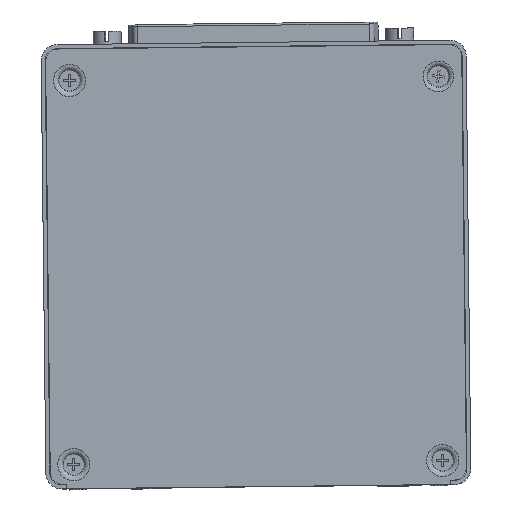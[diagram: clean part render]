
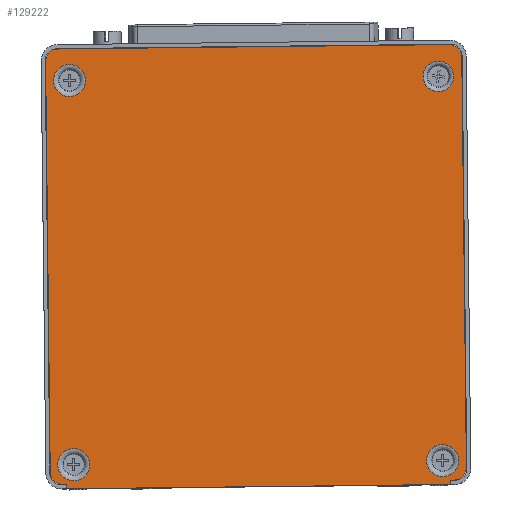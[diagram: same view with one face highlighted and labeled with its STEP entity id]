
A CAD part, top view. The second image highlights one B-rep face of the part: STEP entity #129222.
In plain terms, the highlighted planar face has unit normal (0, 0, 1).
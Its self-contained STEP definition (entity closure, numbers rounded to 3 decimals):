
#2302=FACE_BOUND('',#18405,.T.);
#2303=FACE_BOUND('',#18406,.T.);
#2304=FACE_BOUND('',#18407,.T.);
#2305=FACE_BOUND('',#18408,.T.);
#9891=FACE_OUTER_BOUND('',#18404,.T.);
#18404=EDGE_LOOP('',(#110210,#110211,#110212,#110213,#110214,#110215,#110216,
#110217,#110218,#110219,#110220,#110221));
#18405=EDGE_LOOP('',(#110222));
#18406=EDGE_LOOP('',(#110223));
#18407=EDGE_LOOP('',(#110224,#110225));
#18408=EDGE_LOOP('',(#110226));
#32302=LINE('',#206288,#46417);
#32315=LINE('',#206324,#46430);
#32319=LINE('',#206336,#46434);
#32322=LINE('',#206348,#46437);
#32325=LINE('',#206353,#46440);
#32327=LINE('',#206357,#46442);
#32331=LINE('',#206364,#46446);
#32333=LINE('',#206367,#46448);
#46417=VECTOR('',#169944,9.78);
#46430=VECTOR('',#169975,10.26);
#46434=VECTOR('',#169987,0.1);
#46437=VECTOR('',#169998,0.1);
#46440=VECTOR('',#170003,10.26);
#46442=VECTOR('',#170007,0.11);
#46446=VECTOR('',#170013,9.58);
#46448=VECTOR('',#170017,0.11);
#49481=CIRCLE('',#138299,0.4);
#49484=CIRCLE('',#138306,0.4);
#49488=CIRCLE('',#138314,0.4);
#49489=CIRCLE('',#138315,0.4);
#49493=CIRCLE('',#138323,0.381);
#49494=CIRCLE('',#138325,0.3);
#49500=CIRCLE('',#138334,0.3);
#49502=CIRCLE('',#138338,0.3);
#49504=CIRCLE('',#138342,0.3);
#60280=VERTEX_POINT('',#206236);
#60283=VERTEX_POINT('',#206246);
#60287=VERTEX_POINT('',#206258);
#60288=VERTEX_POINT('',#206259);
#60292=VERTEX_POINT('',#206272);
#60293=VERTEX_POINT('',#206275);
#60294=VERTEX_POINT('',#206276);
#60298=VERTEX_POINT('',#206286);
#60309=VERTEX_POINT('',#206314);
#60312=VERTEX_POINT('',#206322);
#60313=VERTEX_POINT('',#206326);
#60316=VERTEX_POINT('',#206334);
#60317=VERTEX_POINT('',#206338);
#60318=VERTEX_POINT('',#206339);
#60321=VERTEX_POINT('',#206347);
#60323=VERTEX_POINT('',#206356);
#60325=VERTEX_POINT('',#206363);
#77002=EDGE_CURVE('',#60280,#60280,#49481,.T.);
#77005=EDGE_CURVE('',#60283,#60283,#49484,.T.);
#77009=EDGE_CURVE('',#60287,#60288,#49488,.T.);
#77010=EDGE_CURVE('',#60288,#60287,#49489,.T.);
#77014=EDGE_CURVE('',#60292,#60292,#49493,.T.);
#77015=EDGE_CURVE('',#60293,#60294,#49494,.T.);
#77021=EDGE_CURVE('',#60298,#60293,#32302,.T.);
#77035=EDGE_CURVE('',#60309,#60298,#49500,.T.);
#77040=EDGE_CURVE('',#60312,#60309,#32315,.T.);
#77041=EDGE_CURVE('',#60313,#60312,#49502,.T.);
#77046=EDGE_CURVE('',#60316,#60313,#32319,.T.);
#77047=EDGE_CURVE('',#60317,#60318,#49504,.T.);
#77051=EDGE_CURVE('',#60318,#60321,#32322,.T.);
#77054=EDGE_CURVE('',#60294,#60317,#32325,.T.);
#77056=EDGE_CURVE('',#60321,#60323,#32327,.T.);
#77060=EDGE_CURVE('',#60323,#60325,#32331,.T.);
#77062=EDGE_CURVE('',#60325,#60316,#32333,.T.);
#110210=ORIENTED_EDGE('',*,*,#77015,.F.);
#110211=ORIENTED_EDGE('',*,*,#77021,.F.);
#110212=ORIENTED_EDGE('',*,*,#77035,.F.);
#110213=ORIENTED_EDGE('',*,*,#77040,.F.);
#110214=ORIENTED_EDGE('',*,*,#77041,.F.);
#110215=ORIENTED_EDGE('',*,*,#77046,.F.);
#110216=ORIENTED_EDGE('',*,*,#77062,.F.);
#110217=ORIENTED_EDGE('',*,*,#77060,.F.);
#110218=ORIENTED_EDGE('',*,*,#77056,.F.);
#110219=ORIENTED_EDGE('',*,*,#77051,.F.);
#110220=ORIENTED_EDGE('',*,*,#77047,.F.);
#110221=ORIENTED_EDGE('',*,*,#77054,.F.);
#110222=ORIENTED_EDGE('',*,*,#77014,.T.);
#110223=ORIENTED_EDGE('',*,*,#77002,.T.);
#110224=ORIENTED_EDGE('',*,*,#77010,.T.);
#110225=ORIENTED_EDGE('',*,*,#77009,.T.);
#110226=ORIENTED_EDGE('',*,*,#77005,.T.);
#116802=PLANE('',#138349);
#129222=ADVANCED_FACE('',(#9891,#2302,#2303,#2304,#2305),#116802,.T.);
#138299=AXIS2_PLACEMENT_3D('',#206237,#169882,#169883);
#138306=AXIS2_PLACEMENT_3D('',#206247,#169896,#169897);
#138314=AXIS2_PLACEMENT_3D('',#206260,#169912,#169913);
#138315=AXIS2_PLACEMENT_3D('',#206261,#169914,#169915);
#138323=AXIS2_PLACEMENT_3D('',#206273,#169930,#169931);
#138325=AXIS2_PLACEMENT_3D('',#206277,#169934,#169935);
#138334=AXIS2_PLACEMENT_3D('',#206315,#169966,#169967);
#138338=AXIS2_PLACEMENT_3D('',#206327,#169978,#169979);
#138342=AXIS2_PLACEMENT_3D('',#206340,#169990,#169991);
#138349=AXIS2_PLACEMENT_3D('',#206371,#170020,#170021);
#169882=DIRECTION('center_axis',(0.,0.,
-1.));
#169883=DIRECTION('ref_axis',(1.,0.011,0.));
#169896=DIRECTION('center_axis',(0.,0.,
-1.));
#169897=DIRECTION('ref_axis',(1.,0.011,0.));
#169912=DIRECTION('center_axis',(0.,0.,
-1.));
#169913=DIRECTION('ref_axis',(1.,0.011,0.));
#169914=DIRECTION('center_axis',(0.,0.,
-1.));
#169915=DIRECTION('ref_axis',(1.,0.011,0.));
#169930=DIRECTION('center_axis',(0.,0.,
-1.));
#169931=DIRECTION('ref_axis',(1.,0.011,0.));
#169934=DIRECTION('center_axis',(0.,0.,
-1.));
#169935=DIRECTION('ref_axis',(0.699,0.715,0.));
#169944=DIRECTION('',(1.,0.011,0.));
#169966=DIRECTION('center_axis',(0.,0.,
-1.));
#169967=DIRECTION('ref_axis',(-0.715,0.699,0.));
#169975=DIRECTION('',(-0.011,1.,0.));
#169978=DIRECTION('center_axis',(0.,0.,
-1.));
#169979=DIRECTION('ref_axis',(-0.699,-0.715,0.));
#169987=DIRECTION('',(-1.,-0.011,0.));
#169990=DIRECTION('center_axis',(0.,0.,
-1.));
#169991=DIRECTION('ref_axis',(0.715,-0.699,0.));
#169998=DIRECTION('',(-1.,-0.011,0.));
#170003=DIRECTION('',(0.011,-1.,0.));
#170007=DIRECTION('',(0.011,-1.,0.));
#170013=DIRECTION('',(-1.,-0.011,0.));
#170017=DIRECTION('',(-0.011,1.,0.));
#170020=DIRECTION('center_axis',(0.,0.,
1.));
#170021=DIRECTION('ref_axis',(1.,0.011,0.));
#206236=CARTESIAN_POINT('',(-6.801,4.42,1.733));
#206237=CARTESIAN_POINT('Origin',(-6.805,4.82,1.733));
#206246=CARTESIAN_POINT('',(-6.693,-5.162,1.733));
#206247=CARTESIAN_POINT('Origin',(-6.698,-4.762,1.733));
#206258=CARTESIAN_POINT('',(2.497,-4.258,1.733));
#206259=CARTESIAN_POINT('',(2.902,-4.654,1.733));
#206260=CARTESIAN_POINT('Origin',(2.502,-4.658,1.733));
#206261=CARTESIAN_POINT('Origin',(2.502,-4.658,1.733));
#206272=CARTESIAN_POINT('',(2.39,5.304,1.733));
#206273=CARTESIAN_POINT('Origin',(2.394,4.924,1.733));
#206275=CARTESIAN_POINT('',(2.675,5.716,1.733));
#206276=CARTESIAN_POINT('',(2.979,5.42,1.733));
#206277=CARTESIAN_POINT('Origin',(2.679,5.416,1.733));
#206286=CARTESIAN_POINT('',(-7.104,5.606,1.733));
#206288=CARTESIAN_POINT('',(-7.404,5.603,1.733));
#206314=CARTESIAN_POINT('',(-7.401,5.303,1.733));
#206315=CARTESIAN_POINT('Origin',(-7.101,5.306,1.733));
#206322=CARTESIAN_POINT('',(-7.286,-4.956,1.733));
#206324=CARTESIAN_POINT('',(-7.282,-5.256,1.733));
#206326=CARTESIAN_POINT('',(-6.982,-5.253,1.733));
#206327=CARTESIAN_POINT('Origin',(-6.986,-4.953,1.733));
#206334=CARTESIAN_POINT('',(-6.882,-5.252,1.733));
#206336=CARTESIAN_POINT('',(-6.882,-5.252,1.733));
#206338=CARTESIAN_POINT('',(3.094,-4.84,1.733));
#206339=CARTESIAN_POINT('',(2.797,-5.143,1.733));
#206340=CARTESIAN_POINT('Origin',(2.794,-4.843,1.733));
#206347=CARTESIAN_POINT('',(2.697,-5.144,1.733));
#206348=CARTESIAN_POINT('',(3.097,-5.14,1.733));
#206353=CARTESIAN_POINT('',(2.975,5.72,1.733));
#206356=CARTESIAN_POINT('',(2.698,-5.254,1.733));
#206357=CARTESIAN_POINT('',(2.697,-5.144,1.733));
#206363=CARTESIAN_POINT('',(-6.881,-5.362,1.733));
#206364=CARTESIAN_POINT('',(2.698,-5.254,1.733));
#206367=CARTESIAN_POINT('',(-6.881,-5.362,1.733));
#206371=CARTESIAN_POINT('Origin',(-2.153,0.179,1.733));
